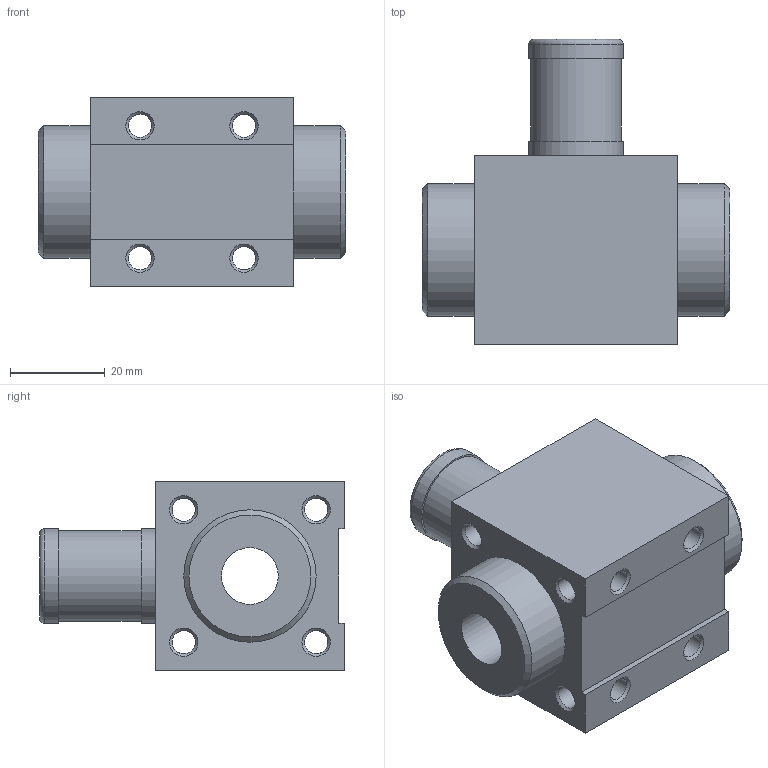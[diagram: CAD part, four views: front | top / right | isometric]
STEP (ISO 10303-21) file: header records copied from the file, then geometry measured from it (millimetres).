
FILE_DESCRIPTION(/* description */ ('STEP AP214'),/* implementation_level */ '2;1');
FILE_NAME(/* name */ '178466_KPE-12',/* time_stamp */ '2024-08-29T18:16:01+02:00',/* author */ ('License CC BY-ND 4.0'),/* organization */ ('CADENAS'),/* preprocessor_version */ 'ST-DEVELOPER v19.3',/* originating_system */ 'PARTsolutions',/* authorisation */ ' ');
FILE_SCHEMA (('AUTOMOTIVE_DESIGN {1 0 10303 214 3 1 1}'));
Length unit declared in the file: millimetre
Products named in the file (1): 178466 KPE-12
Bounding box: 65 x 64.5 x 40 mm (x, y, z)
Volume: 74742.2 mm3; surface area: 20022.5 mm2
Topology: 1 solids, 1 shells, 79 faces, 191 edges, 116 vertices
Faces by surface type: cylinder 39, plane 28, cone 11, torus 1
Full cylindrical faces by diameter (mm): 4.134 x1, 4.917 x12, 5.2 x12, 12 x1, 19.2 x1, 20 x2, 28 x2
Entity records: 2302 total; most frequent: CARTESIAN_POINT 516, DIRECTION 380, ORIENTED_EDGE 288, AXIS2_PLACEMENT_3D 170, EDGE_LOOP 158, FACE_BOUND 158, EDGE_CURVE 144, VERTEX_POINT 112
